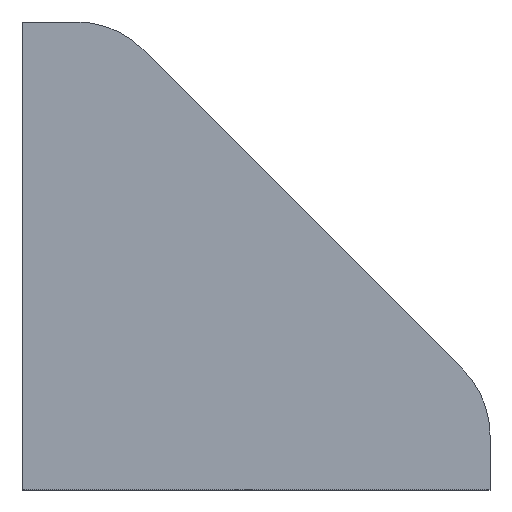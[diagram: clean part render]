
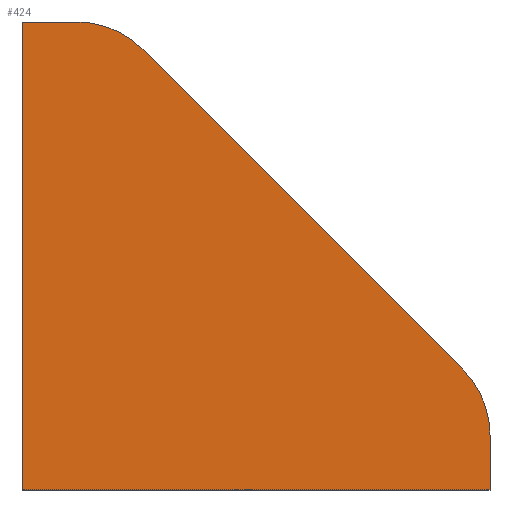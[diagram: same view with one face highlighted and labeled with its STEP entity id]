
A CAD part, front view. The second image highlights one B-rep face of the part: STEP entity #424.
In plain terms, the highlighted planar face has unit normal (0, -1, 0).
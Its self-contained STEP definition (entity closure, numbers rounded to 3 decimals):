
#28=PLANE('',#504);
#51=FACE_OUTER_BOUND('',#76,.T.);
#76=EDGE_LOOP('',(#352,#353,#354,#355,#356,#357,#358));
#110=CIRCLE('',#505,8.);
#111=CIRCLE('',#506,8.);
#122=LINE('',#743,#147);
#124=LINE('',#748,#149);
#131=LINE('',#766,#156);
#132=LINE('',#769,#157);
#133=LINE('',#770,#158);
#147=VECTOR('',#614,4.686);
#149=VECTOR('',#618,4.686);
#156=VECTOR('',#633,38.627);
#157=VECTOR('',#636,40.);
#158=VECTOR('',#637,40.);
#206=VERTEX_POINT('',#740);
#207=VERTEX_POINT('',#742);
#208=VERTEX_POINT('',#746);
#209=VERTEX_POINT('',#747);
#215=VERTEX_POINT('',#764);
#216=VERTEX_POINT('',#765);
#217=VERTEX_POINT('',#768);
#258=EDGE_CURVE('',#206,#207,#122,.T.);
#260=EDGE_CURVE('',#208,#209,#124,.T.);
#269=EDGE_CURVE('',#215,#216,#131,.T.);
#270=EDGE_CURVE('',#215,#209,#110,.T.);
#271=EDGE_CURVE('',#217,#208,#132,.T.);
#272=EDGE_CURVE('',#207,#217,#133,.T.);
#273=EDGE_CURVE('',#206,#216,#111,.T.);
#352=ORIENTED_EDGE('',*,*,#269,.F.);
#353=ORIENTED_EDGE('',*,*,#270,.T.);
#354=ORIENTED_EDGE('',*,*,#260,.F.);
#355=ORIENTED_EDGE('',*,*,#271,.F.);
#356=ORIENTED_EDGE('',*,*,#272,.F.);
#357=ORIENTED_EDGE('',*,*,#258,.F.);
#358=ORIENTED_EDGE('',*,*,#273,.T.);
#424=ADVANCED_FACE('',(#51),#28,.F.);
#504=AXIS2_PLACEMENT_3D('',#763,#631,#632);
#505=AXIS2_PLACEMENT_3D('',#767,#634,#635);
#506=AXIS2_PLACEMENT_3D('',#771,#638,#639);
#614=DIRECTION('',(0.,0.,-1.));
#618=DIRECTION('',(1.,0.,0.));
#631=DIRECTION('center_axis',(0.,1.,0.));
#632=DIRECTION('ref_axis',(0.,0.,1.));
#633=DIRECTION('',(0.707,0.,-0.707));
#634=DIRECTION('center_axis',(0.,-1.,0.));
#635=DIRECTION('ref_axis',(-1.,0.,0.));
#636=DIRECTION('',(0.,0.,1.));
#637=DIRECTION('',(-1.,0.,0.));
#638=DIRECTION('center_axis',(0.,-1.,0.));
#639=DIRECTION('ref_axis',(-1.,0.,0.));
#740=CARTESIAN_POINT('',(40.,-40.,4.686));
#742=CARTESIAN_POINT('',(40.,-40.,0.));
#743=CARTESIAN_POINT('',(40.,-40.,4.686));
#746=CARTESIAN_POINT('',(0.,-40.,40.));
#747=CARTESIAN_POINT('',(4.686,-40.,40.));
#748=CARTESIAN_POINT('',(0.,-40.,40.));
#763=CARTESIAN_POINT('Origin',(42.,-40.,-2.));
#764=CARTESIAN_POINT('',(10.343,-40.,37.657));
#765=CARTESIAN_POINT('',(37.657,-40.,10.343));
#766=CARTESIAN_POINT('',(10.343,-40.,37.657));
#767=CARTESIAN_POINT('Origin',(4.686,-40.,32.));
#768=CARTESIAN_POINT('',(0.,-40.,0.));
#769=CARTESIAN_POINT('',(0.,-40.,0.));
#770=CARTESIAN_POINT('',(40.,-40.,0.));
#771=CARTESIAN_POINT('Origin',(32.,-40.,4.686));
